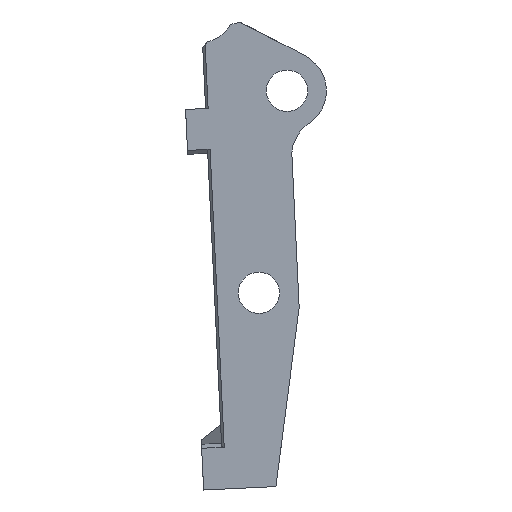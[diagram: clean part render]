
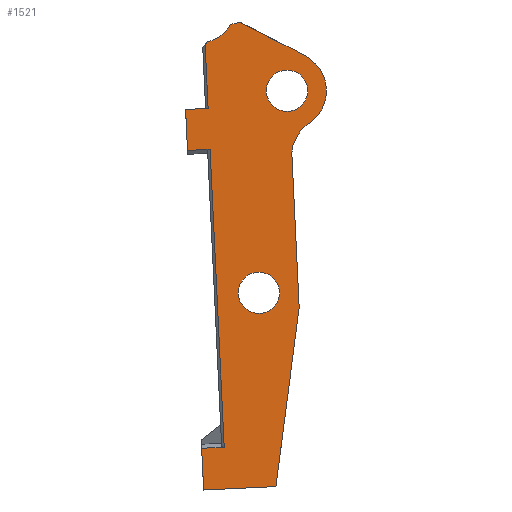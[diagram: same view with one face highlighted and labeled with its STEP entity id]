
A CAD part, front view. The second image highlights one B-rep face of the part: STEP entity #1521.
In plain terms, the highlighted planar face has unit normal (0, -1, 0).
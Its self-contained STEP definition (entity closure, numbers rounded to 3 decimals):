
#21=FACE_BOUND('',#229,.T.);
#22=FACE_BOUND('',#230,.T.);
#28=CIRCLE('',#1546,2.);
#29=CIRCLE('',#1548,2.);
#43=CIRCLE('',#1590,1.65);
#45=CIRCLE('',#1593,1.65);
#48=CIRCLE('',#1604,3.15);
#147=FACE_OUTER_BOUND('',#228,.T.);
#228=EDGE_LOOP('',(#1364,#1365,#1366,#1367,#1368,#1369,#1370,#1371,#1372,
#1373,#1374,#1375,#1376,#1377,#1378,#1379,#1380,#1381,#1382));
#229=EDGE_LOOP('',(#1383));
#230=EDGE_LOOP('',(#1384));
#284=LINE('',#2247,#456);
#307=LINE('',#2312,#479);
#309=LINE('',#2318,#481);
#312=LINE('',#2325,#484);
#323=LINE('',#2348,#495);
#342=LINE('',#2392,#514);
#345=LINE('',#2401,#517);
#350=LINE('',#2411,#522);
#373=LINE('',#2464,#545);
#394=LINE('',#2507,#566);
#399=LINE('',#2521,#571);
#402=LINE('',#2525,#574);
#403=LINE('',#2527,#575);
#456=VECTOR('',#1795,0.66);
#479=VECTOR('',#1864,7.67);
#481=VECTOR('',#1872,1.928);
#484=VECTOR('',#1877,10.);
#495=VECTOR('',#1896,10.);
#514=VECTOR('',#1935,12.155);
#517=VECTOR('',#1942,14.306);
#522=VECTOR('',#1951,10.);
#545=VECTOR('',#2002,3.971);
#566=VECTOR('',#2039,35.504);
#571=VECTOR('',#2054,10.);
#574=VECTOR('',#2059,10.);
#575=VECTOR('',#2062,10.);
#578=ELLIPSE('',#1570,2.809,2.7);
#582=ELLIPSE('',#1575,12.068,11.781);
#583=ELLIPSE('',#1577,21.295,20.667);
#606=VERTEX_POINT('',#2108);
#607=VERTEX_POINT('',#2110);
#608=VERTEX_POINT('',#2114);
#609=VERTEX_POINT('',#2115);
#639=VERTEX_POINT('',#2201);
#640=VERTEX_POINT('',#2202);
#644=VERTEX_POINT('',#2232);
#645=VERTEX_POINT('',#2243);
#657=VERTEX_POINT('',#2281);
#659=VERTEX_POINT('',#2287);
#664=VERTEX_POINT('',#2310);
#665=VERTEX_POINT('',#2314);
#667=VERTEX_POINT('',#2322);
#668=VERTEX_POINT('',#2324);
#676=VERTEX_POINT('',#2346);
#691=VERTEX_POINT('',#2390);
#695=VERTEX_POINT('',#2400);
#697=VERTEX_POINT('',#2407);
#728=VERTEX_POINT('',#2505);
#731=VERTEX_POINT('',#2519);
#732=VERTEX_POINT('',#2520);
#753=EDGE_CURVE('',#607,#606,#28,.T.);
#755=EDGE_CURVE('',#608,#609,#29,.T.);
#798=EDGE_CURVE('',#639,#640,#578,.F.);
#805=EDGE_CURVE('',#639,#644,#582,.T.);
#807=EDGE_CURVE('',#640,#645,#583,.T.);
#809=EDGE_CURVE('',#609,#607,#284,.T.);
#828=EDGE_CURVE('',#657,#657,#43,.T.);
#831=EDGE_CURVE('',#659,#659,#45,.T.);
#842=EDGE_CURVE('',#664,#645,#307,.T.);
#843=EDGE_CURVE('',#665,#664,#48,.T.);
#845=EDGE_CURVE('',#606,#665,#309,.T.);
#848=EDGE_CURVE('',#668,#667,#312,.T.);
#860=EDGE_CURVE('',#676,#667,#323,.T.);
#882=EDGE_CURVE('',#608,#691,#342,.T.);
#886=EDGE_CURVE('',#695,#691,#345,.T.);
#892=EDGE_CURVE('',#668,#697,#350,.T.);
#919=EDGE_CURVE('',#676,#695,#373,.T.);
#941=EDGE_CURVE('',#728,#644,#394,.T.);
#947=EDGE_CURVE('',#731,#732,#399,.T.);
#950=EDGE_CURVE('',#732,#697,#402,.T.);
#951=EDGE_CURVE('',#728,#731,#403,.T.);
#1364=ORIENTED_EDGE('',*,*,#892,.F.);
#1365=ORIENTED_EDGE('',*,*,#848,.T.);
#1366=ORIENTED_EDGE('',*,*,#860,.F.);
#1367=ORIENTED_EDGE('',*,*,#919,.T.);
#1368=ORIENTED_EDGE('',*,*,#886,.T.);
#1369=ORIENTED_EDGE('',*,*,#882,.F.);
#1370=ORIENTED_EDGE('',*,*,#755,.T.);
#1371=ORIENTED_EDGE('',*,*,#809,.T.);
#1372=ORIENTED_EDGE('',*,*,#753,.T.);
#1373=ORIENTED_EDGE('',*,*,#845,.T.);
#1374=ORIENTED_EDGE('',*,*,#843,.T.);
#1375=ORIENTED_EDGE('',*,*,#842,.T.);
#1376=ORIENTED_EDGE('',*,*,#807,.F.);
#1377=ORIENTED_EDGE('',*,*,#798,.F.);
#1378=ORIENTED_EDGE('',*,*,#805,.T.);
#1379=ORIENTED_EDGE('',*,*,#941,.F.);
#1380=ORIENTED_EDGE('',*,*,#951,.T.);
#1381=ORIENTED_EDGE('',*,*,#947,.T.);
#1382=ORIENTED_EDGE('',*,*,#950,.T.);
#1383=ORIENTED_EDGE('',*,*,#828,.F.);
#1384=ORIENTED_EDGE('',*,*,#831,.F.);
#1446=PLANE('',#1653);
#1521=ADVANCED_FACE('',(#147,#21,#22),#1446,.T.);
#1546=AXIS2_PLACEMENT_3D('',#2111,#1692,#1693);
#1548=AXIS2_PLACEMENT_3D('',#2116,#1697,#1698);
#1570=AXIS2_PLACEMENT_3D('',#2203,#1775,#1776);
#1575=AXIS2_PLACEMENT_3D('',#2234,#1785,#1786);
#1577=AXIS2_PLACEMENT_3D('',#2244,#1789,#1790);
#1590=AXIS2_PLACEMENT_3D('',#2283,#1829,#1830);
#1593=AXIS2_PLACEMENT_3D('',#2289,#1836,#1837);
#1604=AXIS2_PLACEMENT_3D('',#2315,#1867,#1868);
#1653=AXIS2_PLACEMENT_3D('',#2526,#2060,#2061);
#1692=DIRECTION('center_axis',(0.,1.,0.));
#1693=DIRECTION('ref_axis',(0.,0.,1.));
#1697=DIRECTION('center_axis',(0.,1.,0.));
#1698=DIRECTION('ref_axis',(0.,0.,1.));
#1775=DIRECTION('center_axis',(0.,1.,0.));
#1776=DIRECTION('ref_axis',(0.612,0.,-0.791));
#1785=DIRECTION('center_axis',(0.,1.,0.));
#1786=DIRECTION('ref_axis',(-0.999,0.,-0.039));
#1789=DIRECTION('center_axis',(0.,-1.,0.));
#1790=DIRECTION('ref_axis',(0.515,0.,0.857));
#1795=DIRECTION('',(0.458,0.,0.889));
#1829=DIRECTION('center_axis',(0.,-1.,0.));
#1830=DIRECTION('ref_axis',(0.,0.,-1.));
#1836=DIRECTION('center_axis',(0.,-1.,0.));
#1837=DIRECTION('ref_axis',(0.,0.,-1.));
#1864=DIRECTION('',(-0.889,0.,0.458));
#1867=DIRECTION('center_axis',(0.,-1.,0.));
#1868=DIRECTION('ref_axis',(-0.999,0.,-0.047));
#1872=DIRECTION('',(0.841,0.,0.54));
#1877=DIRECTION('',(-0.999,0.,-0.047));
#1896=DIRECTION('',(-0.047,0.,0.999));
#1935=DIRECTION('',(0.047,0.,-0.999));
#1942=DIRECTION('',(0.129,0.,0.992));
#1951=DIRECTION('',(-0.047,0.,0.999));
#2002=DIRECTION('',(0.999,0.,0.047));
#2039=DIRECTION('',(-0.047,0.,0.999));
#2054=DIRECTION('',(0.047,0.,-0.999));
#2059=DIRECTION('',(0.999,0.,0.047));
#2060=DIRECTION('center_axis',(0.,-1.,0.));
#2061=DIRECTION('ref_axis',(0.047,0.,-0.999));
#2062=DIRECTION('',(-0.999,0.,-0.047));
#2108=CARTESIAN_POINT('',(-23.39,0.2,32.291));
#2110=CARTESIAN_POINT('',(-24.086,0.2,31.525));
#2111=CARTESIAN_POINT('Origin',(-22.309,0.2,30.608));
#2114=CARTESIAN_POINT('',(-24.609,0.2,29.926));
#2115=CARTESIAN_POINT('',(-24.389,0.2,30.938));
#2116=CARTESIAN_POINT('Origin',(-22.611,0.2,30.021));
#2201=CARTESIAN_POINT('',(-31.356,0.2,38.918));
#2202=CARTESIAN_POINT('',(-29.501,0.2,40.278));
#2203=CARTESIAN_POINT('Origin',(-31.935,0.2,41.645));
#2232=CARTESIAN_POINT('',(-31.533,0.2,38.698));
#2234=CARTESIAN_POINT('Origin',(-40.943,0.2,46.055));
#2243=CARTESIAN_POINT('',(-28.762,0.2,40.485));
#2244=CARTESIAN_POINT('Origin',(-34.182,0.2,60.736));
#2247=CARTESIAN_POINT('',(-24.389,0.2,30.938));
#2281=CARTESIAN_POINT('',(-27.238,0.2,20.526));
#2283=CARTESIAN_POINT('Origin',(-27.238,0.2,18.876));
#2287=CARTESIAN_POINT('',(-25.,0.2,36.65));
#2289=CARTESIAN_POINT('Origin',(-25.,0.2,35.));
#2310=CARTESIAN_POINT('',(-23.556,0.2,37.8));
#2312=CARTESIAN_POINT('',(-21.94,0.2,36.966));
#2314=CARTESIAN_POINT('',(-23.297,0.2,32.35));
#2315=CARTESIAN_POINT('Origin',(-25.,0.2,35.));
#2318=CARTESIAN_POINT('',(-23.39,0.2,32.291));
#2322=CARTESIAN_POINT('',(-31.806,0.2,6.477));
#2324=CARTESIAN_POINT('',(-30.008,0.2,6.562));
#2325=CARTESIAN_POINT('',(-30.308,0.2,6.548));
#2346=CARTESIAN_POINT('',(-31.648,0.2,3.149));
#2348=CARTESIAN_POINT('',(-31.858,0.2,7.576));
#2390=CARTESIAN_POINT('',(-24.029,0.2,17.697));
#2392=CARTESIAN_POINT('',(-24.609,0.2,29.926));
#2400=CARTESIAN_POINT('',(-25.884,0.2,3.423));
#2401=CARTESIAN_POINT('',(-25.884,0.2,3.423));
#2407=CARTESIAN_POINT('',(-31.135,0.2,30.326));
#2411=CARTESIAN_POINT('',(-30.791,0.2,23.072));
#2464=CARTESIAN_POINT('',(-29.85,0.2,3.234));
#2505=CARTESIAN_POINT('',(-31.29,0.2,33.594));
#2507=CARTESIAN_POINT('',(-31.533,0.2,38.698));
#2519=CARTESIAN_POINT('',(-33.088,0.2,33.509));
#2520=CARTESIAN_POINT('',(-32.933,0.2,30.241));
#2521=CARTESIAN_POINT('',(-32.765,0.2,26.687));
#2525=CARTESIAN_POINT('',(-30.407,0.2,30.361));
#2526=CARTESIAN_POINT('Origin',(-32.331,0.2,30.203));
#2527=CARTESIAN_POINT('',(-30.562,0.2,33.629));
